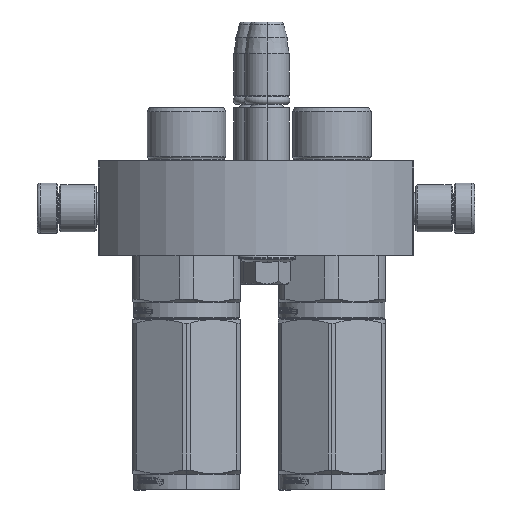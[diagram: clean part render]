
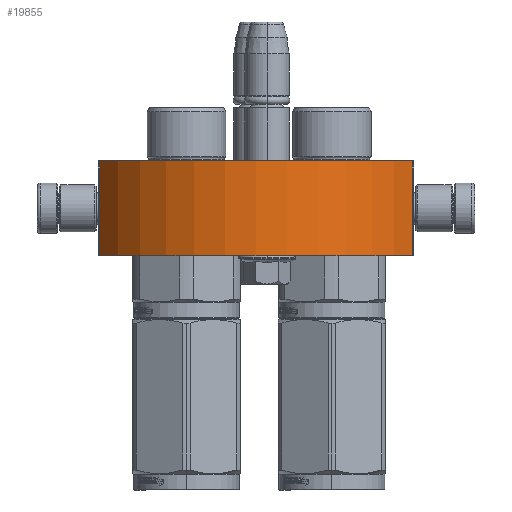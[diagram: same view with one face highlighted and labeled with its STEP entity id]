
A CAD part, left-side view. The second image highlights one B-rep face of the part: STEP entity #19855.
In plain terms, the highlighted cylindrical face has radius 57.25 mm (diameter 114.5 mm), a partial arc.
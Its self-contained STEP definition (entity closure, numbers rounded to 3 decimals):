
#59 = VECTOR ( 'NONE', #34854, 1000. ) ;
#61 = DIRECTION ( 'NONE',  ( 0., 1., 0. ) ) ;
#699 = VERTEX_POINT ( 'NONE', #43621 ) ;
#3984 = CARTESIAN_POINT ( 'NONE',  ( -49.5, 30., -28.763 ) ) ;
#4954 = VERTEX_POINT ( 'NONE', #34209 ) ;
#5173 = DIRECTION ( 'NONE',  ( 0., 1., 0. ) ) ;
#5268 = EDGE_LOOP ( 'NONE', ( #7663, #35558, #8203, #46095 ) ) ;
#7663 = ORIENTED_EDGE ( 'NONE', *, *, #32328, .F. ) ;
#8203 = ORIENTED_EDGE ( 'NONE', *, *, #24911, .T. ) ;
#8519 = CARTESIAN_POINT ( 'NONE',  ( 49.5, 30., -28.763 ) ) ;
#12494 = EDGE_CURVE ( 'NONE', #4954, #27380, #12570, .T. ) ;
#12570 = LINE ( 'NONE', #49016, #59 ) ;
#14197 = CARTESIAN_POINT ( 'NONE',  ( 0., 0., 0. ) ) ;
#15686 = AXIS2_PLACEMENT_3D ( 'NONE', #46538, #61, #27840 ) ;
#16497 = CYLINDRICAL_SURFACE ( 'NONE', #51753, 57.25 ) ;
#19855 = ADVANCED_FACE ( 'NONE', ( #37862 ), #16497, .T. ) ;
#24911 = EDGE_CURVE ( 'NONE', #699, #4954, #29753, .T. ) ;
#27380 = VERTEX_POINT ( 'NONE', #3984 ) ;
#27590 = CARTESIAN_POINT ( 'NONE',  ( 49.5, 0., -28.763 ) ) ;
#27840 = DIRECTION ( 'NONE',  ( 0.865, 0., -0.502 ) ) ;
#29753 = CIRCLE ( 'NONE', #55058, 57.25 ) ;
#32328 = EDGE_CURVE ( 'NONE', #40795, #27380, #59471, .T. ) ;
#33459 = CARTESIAN_POINT ( 'NONE',  ( 0., 0., 0. ) ) ;
#34060 = DIRECTION ( 'NONE',  ( 1., 0., 0. ) ) ;
#34209 = CARTESIAN_POINT ( 'NONE',  ( -49.5, 0., -28.763 ) ) ;
#34854 = DIRECTION ( 'NONE',  ( 0., 1., 0. ) ) ;
#35154 = VECTOR ( 'NONE', #51373, 1000. ) ;
#35558 = ORIENTED_EDGE ( 'NONE', *, *, #41525, .F. ) ;
#37862 = FACE_OUTER_BOUND ( 'NONE', #5268, .T. ) ;
#40795 = VERTEX_POINT ( 'NONE', #8519 ) ;
#41525 = EDGE_CURVE ( 'NONE', #699, #40795, #49796, .T. ) ;
#43135 = DIRECTION ( 'NONE',  ( 0., -1., 0. ) ) ;
#43621 = CARTESIAN_POINT ( 'NONE',  ( 49.5, 0., -28.763 ) ) ;
#46095 = ORIENTED_EDGE ( 'NONE', *, *, #12494, .T. ) ;
#46538 = CARTESIAN_POINT ( 'NONE',  ( 0., 30., 0. ) ) ;
#49016 = CARTESIAN_POINT ( 'NONE',  ( -49.5, 0., -28.763 ) ) ;
#49796 = LINE ( 'NONE', #27590, #35154 ) ;
#51373 = DIRECTION ( 'NONE',  ( 0., 1., 0. ) ) ;
#51753 = AXIS2_PLACEMENT_3D ( 'NONE', #33459, #43135, #34060 ) ;
#55058 = AXIS2_PLACEMENT_3D ( 'NONE', #14197, #5173, #60895 ) ;
#59471 = CIRCLE ( 'NONE', #15686, 57.25 ) ;
#60895 = DIRECTION ( 'NONE',  ( 0.865, 0., -0.502 ) ) ;
